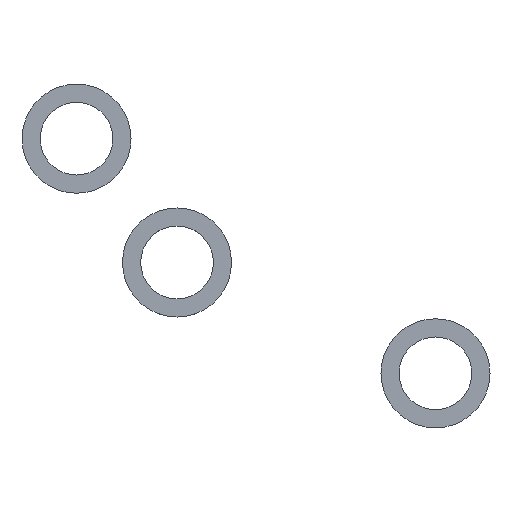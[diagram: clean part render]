
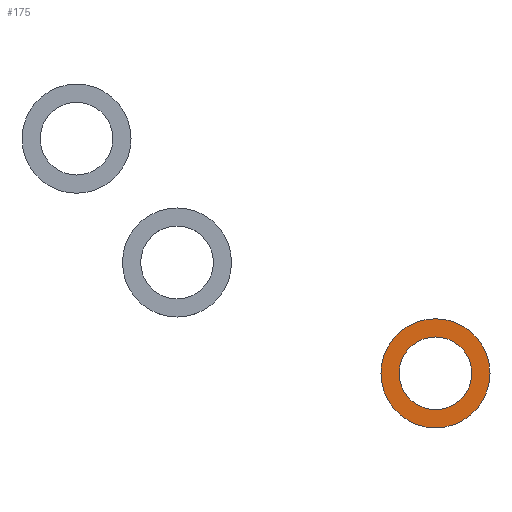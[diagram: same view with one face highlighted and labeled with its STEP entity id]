
A CAD part, top view. The second image highlights one B-rep face of the part: STEP entity #175.
In plain terms, the highlighted planar face has unit normal (0, 0, 1).
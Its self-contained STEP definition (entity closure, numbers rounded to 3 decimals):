
#35=FACE_BOUND('',#62,.T.);
#41=PLANE('',#266);
#49=FACE_OUTER_BOUND('',#61,.T.);
#61=EDGE_LOOP('',(#139));
#62=EDGE_LOOP('',(#140));
#89=CIRCLE('',#261,2.);
#91=CIRCLE('',#264,3.);
#101=VERTEX_POINT('',#360);
#103=VERTEX_POINT('',#366);
#113=EDGE_CURVE('',#101,#101,#89,.T.);
#116=EDGE_CURVE('',#103,#103,#91,.T.);
#139=ORIENTED_EDGE('',*,*,#116,.T.);
#140=ORIENTED_EDGE('',*,*,#113,.T.);
#175=ADVANCED_FACE('',(#49,#35),#41,.T.);
#261=AXIS2_PLACEMENT_3D('',#361,#295,#296);
#264=AXIS2_PLACEMENT_3D('',#367,#302,#303);
#266=AXIS2_PLACEMENT_3D('',#371,#307,#308);
#295=DIRECTION('center_axis',(0.,0.,-1.));
#296=DIRECTION('ref_axis',(-1.,0.,0.));
#302=DIRECTION('center_axis',(0.,0.,1.));
#303=DIRECTION('ref_axis',(1.,0.,0.));
#307=DIRECTION('center_axis',(0.,0.,1.));
#308=DIRECTION('ref_axis',(1.,0.,0.));
#360=CARTESIAN_POINT('',(2.,0.,0.2));
#361=CARTESIAN_POINT('Origin',(0.,0.,0.2));
#366=CARTESIAN_POINT('',(-3.,0.,0.2));
#367=CARTESIAN_POINT('Origin',(0.,0.,0.2));
#371=CARTESIAN_POINT('Origin',(0.,0.,0.2));
